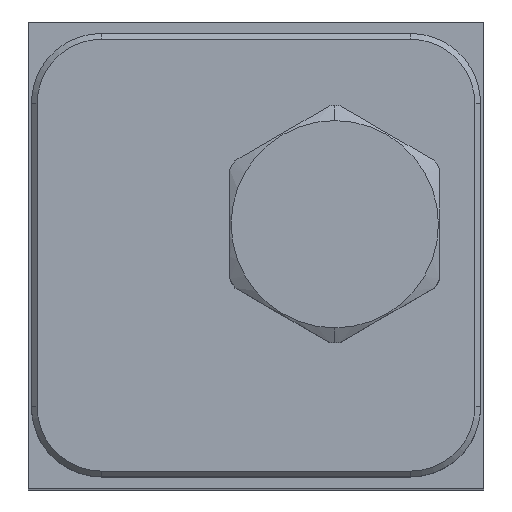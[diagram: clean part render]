
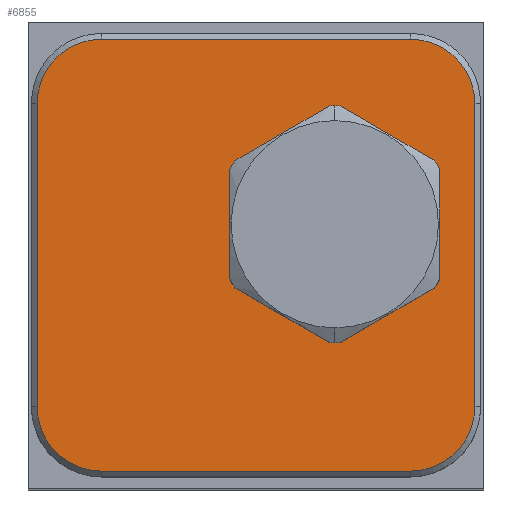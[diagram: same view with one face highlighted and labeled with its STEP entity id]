
A CAD part, top view. The second image highlights one B-rep face of the part: STEP entity #6855.
In plain terms, the highlighted planar face has unit normal (0, 0, 1).
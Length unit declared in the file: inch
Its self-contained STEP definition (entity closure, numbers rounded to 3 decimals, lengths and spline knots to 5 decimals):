
#2005=CARTESIAN_POINT('',(2.047,-2.062,4.938));
#2006=DIRECTION('',(0.,0.,-1.));
#2007=DIRECTION('',(1.,0.,0.));
#2008=AXIS2_PLACEMENT_3D('',#2005,#2006,#2007);
#2019=CARTESIAN_POINT('',(1.641,-1.085,4.938));
#2020=DIRECTION('',(0.,0.,-1.));
#2021=DIRECTION('',(-1.,0.,0.));
#2022=AXIS2_PLACEMENT_3D('',#2019,#2020,#2021);
#2024=CARTESIAN_POINT('',(1.641,-1.085,4.938));
#2025=DIRECTION('',(0.,0.,-1.));
#2026=DIRECTION('',(1.,0.,0.));
#2027=AXIS2_PLACEMENT_3D('',#2024,#2025,#2026);
#3067=DIRECTION('',(-1.,0.,0.));
#3068=VECTOR('',#3067,1.656);
#3069=CARTESIAN_POINT('',(2.047,-2.406,4.938));
#3070=LINE('',#3069,#3068);
#3087=CARTESIAN_POINT('',(0.391,-2.062,4.938));
#3088=DIRECTION('',(0.,0.,-1.));
#3089=DIRECTION('',(0.,-1.,0.));
#3090=AXIS2_PLACEMENT_3D('',#3087,#3088,#3089);
#3105=DIRECTION('',(0.,1.,0.));
#3106=VECTOR('',#3105,1.625);
#3107=CARTESIAN_POINT('',(0.047,-2.062,4.938));
#3108=LINE('',#3107,#3106);
#3121=CARTESIAN_POINT('',(0.391,-0.437,4.938));
#3122=DIRECTION('',(0.,0.,-1.));
#3123=DIRECTION('',(-1.,0.,0.));
#3124=AXIS2_PLACEMENT_3D('',#3121,#3122,#3123);
#3135=DIRECTION('',(1.,0.,0.));
#3136=VECTOR('',#3135,1.656);
#3137=CARTESIAN_POINT('',(0.391,-0.093,4.938));
#3138=LINE('',#3137,#3136);
#3155=CARTESIAN_POINT('',(2.047,-0.437,4.938));
#3156=DIRECTION('',(0.,0.,-1.));
#3157=DIRECTION('',(0.,1.,0.));
#3158=AXIS2_PLACEMENT_3D('',#3155,#3156,#3157);
#3169=DIRECTION('',(0.,-1.,0.));
#3170=VECTOR('',#3169,1.625);
#3171=CARTESIAN_POINT('',(2.391,-0.437,4.938));
#3172=LINE('',#3171,#3170);
#5885=CARTESIAN_POINT('',(1.101,-1.085,4.938));
#5886=CARTESIAN_POINT('',(2.181,-1.085,4.938));
#5887=VERTEX_POINT('',#5885);
#5888=VERTEX_POINT('',#5886);
#5940=CARTESIAN_POINT('',(0.047,-2.062,4.938));
#5941=CARTESIAN_POINT('',(0.047,-0.437,4.938));
#5942=VERTEX_POINT('',#5940);
#5943=VERTEX_POINT('',#5941);
#5948=CARTESIAN_POINT('',(0.391,-0.093,4.938));
#5949=VERTEX_POINT('',#5948);
#5952=CARTESIAN_POINT('',(2.047,-0.093,4.938));
#5953=VERTEX_POINT('',#5952);
#5956=CARTESIAN_POINT('',(2.391,-0.437,4.938));
#5957=VERTEX_POINT('',#5956);
#5960=CARTESIAN_POINT('',(2.391,-2.062,4.938));
#5961=VERTEX_POINT('',#5960);
#5964=CARTESIAN_POINT('',(2.047,-2.406,4.938));
#5965=VERTEX_POINT('',#5964);
#5968=CARTESIAN_POINT('',(0.391,-2.406,4.938));
#5969=VERTEX_POINT('',#5968);
#6827=CARTESIAN_POINT('',(0.,0.,4.938));
#6828=DIRECTION('',(0.,0.,1.));
#6829=DIRECTION('',(1.,0.,0.));
#6830=AXIS2_PLACEMENT_3D('',#6827,#6828,#6829);
#6831=PLANE('',#6830);
#6832=ORIENTED_EDGE('',*,*,#6817,.T.);
#6834=ORIENTED_EDGE('',*,*,#6833,.T.);
#6836=ORIENTED_EDGE('',*,*,#6835,.T.);
#6838=ORIENTED_EDGE('',*,*,#6837,.T.);
#6840=ORIENTED_EDGE('',*,*,#6839,.T.);
#6842=ORIENTED_EDGE('',*,*,#6841,.T.);
#6844=ORIENTED_EDGE('',*,*,#6843,.T.);
#6846=ORIENTED_EDGE('',*,*,#6845,.T.);
#6847=EDGE_LOOP('',(#6832,#6834,#6836,#6838,#6840,#6842,#6844,#6846));
#6848=FACE_OUTER_BOUND('',#6847,.F.);
#6850=ORIENTED_EDGE('',*,*,#6849,.F.);
#6852=ORIENTED_EDGE('',*,*,#6851,.F.);
#6853=EDGE_LOOP('',(#6850,#6852));
#6854=FACE_BOUND('',#6853,.F.);
#6855=ADVANCED_FACE('',(#6848,#6854),#6831,.T.);
#2009=CIRCLE('',#2008,0.344);
#2023=CIRCLE('',#2022,0.54);
#2028=CIRCLE('',#2027,0.54);
#3091=CIRCLE('',#3090,0.344);
#3125=CIRCLE('',#3124,0.344);
#3159=CIRCLE('',#3158,0.344);
#6817=EDGE_CURVE('',#5961,#5965,#2009,.T.);
#6833=EDGE_CURVE('',#5965,#5969,#3070,.T.);
#6835=EDGE_CURVE('',#5969,#5942,#3091,.T.);
#6837=EDGE_CURVE('',#5942,#5943,#3108,.T.);
#6839=EDGE_CURVE('',#5943,#5949,#3125,.T.);
#6841=EDGE_CURVE('',#5949,#5953,#3138,.T.);
#6843=EDGE_CURVE('',#5953,#5957,#3159,.T.);
#6845=EDGE_CURVE('',#5957,#5961,#3172,.T.);
#6849=EDGE_CURVE('',#5887,#5888,#2023,.T.);
#6851=EDGE_CURVE('',#5888,#5887,#2028,.T.);
